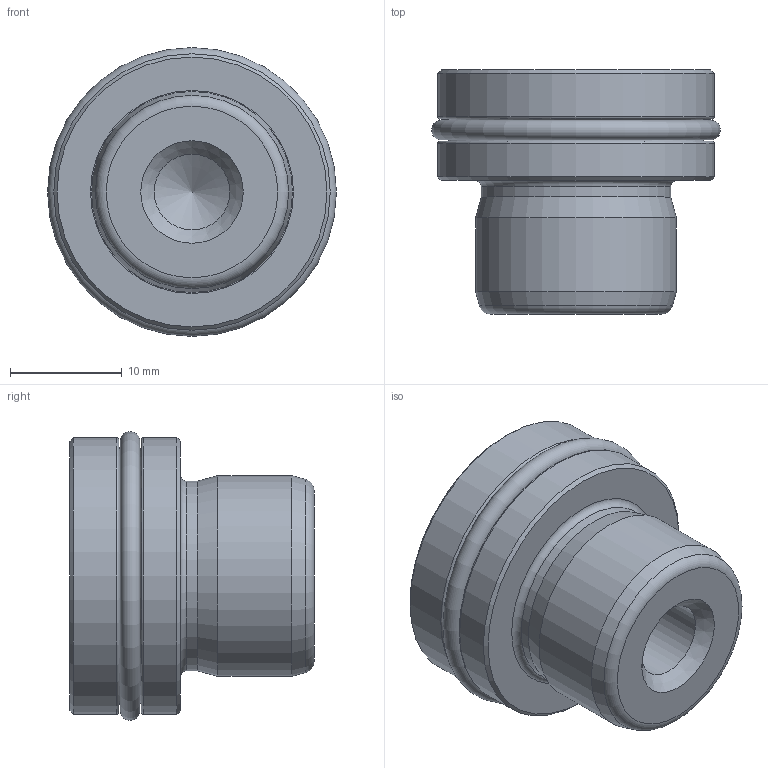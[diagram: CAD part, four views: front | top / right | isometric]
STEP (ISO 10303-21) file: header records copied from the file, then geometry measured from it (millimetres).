
FILE_DESCRIPTION (( 'STEP AP214' ), '1' );
FILE_NAME ('STARK_809 127_A.STEP', '2020-12-15T10:13:59', ( '' ), ( '' ), 'SwSTEP 2.0', 'SolidWorks 2019', '' );
FILE_SCHEMA (( 'AUTOMOTIVE_DESIGN' ));
Length unit declared in the file: millimetre
Products named in the file (1): STARK_809 127_A
Bounding box: 25.9 x 21.9 x 25.9 mm (x, y, z)
Volume: 6979.5 mm3; surface area: 3327.8 mm2
Topology: 2 solids, 2 shells, 30 faces, 57 edges, 32 vertices
Faces by surface type: cone 10, cylinder 8, torus 7, plane 5
Full cylindrical faces by diameter (mm): 4.1 x2, 6.8 x1, 17 x1, 18 x1, 22.4 x1, 24.8 x2
Entity records: 638 total; most frequent: DIRECTION 118, CARTESIAN_POINT 87, AXIS2_PLACEMENT_3D 59, ORIENTED_EDGE 56, EDGE_LOOP 56, FACE_OUTER_BOUND 43, ADVANCED_FACE 30, VERTEX_POINT 28
